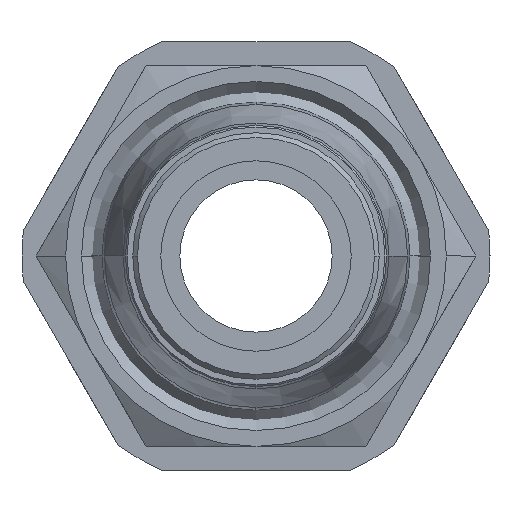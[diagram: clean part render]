
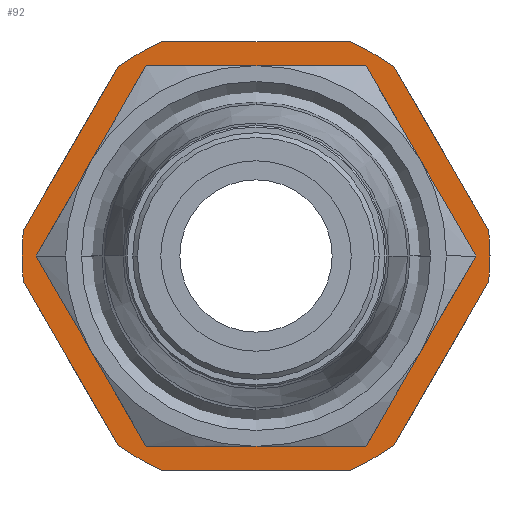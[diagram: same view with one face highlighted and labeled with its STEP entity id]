
A CAD part, left-side view. The second image highlights one B-rep face of the part: STEP entity #92.
In plain terms, the highlighted planar face has unit normal (-1, 0, 0).
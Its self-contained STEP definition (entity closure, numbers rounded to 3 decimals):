
#92=ADVANCED_FACE('',(#217,#218),#219,.T.);
#217=FACE_OUTER_BOUND('',#418,.T.);
#218=FACE_BOUND('',#419,.T.);
#219=PLANE('',#420);
#418=EDGE_LOOP('',(#764,#765,#766,#767,#768,#769,#770,#771,#772,#773,#774,#775,#776,#777));
#419=EDGE_LOOP('',(#778,#779));
#420=AXIS2_PLACEMENT_3D('',#780,#781,#782);
#764=ORIENTED_EDGE('',*,*,#1377,.T.);
#765=ORIENTED_EDGE('',*,*,#1378,.T.);
#766=ORIENTED_EDGE('',*,*,#1349,.T.);
#767=ORIENTED_EDGE('',*,*,#1379,.T.);
#768=ORIENTED_EDGE('',*,*,#1380,.T.);
#769=ORIENTED_EDGE('',*,*,#1381,.T.);
#770=ORIENTED_EDGE('',*,*,#1382,.T.);
#771=ORIENTED_EDGE('',*,*,#1383,.T.);
#772=ORIENTED_EDGE('',*,*,#1384,.T.);
#773=ORIENTED_EDGE('',*,*,#1385,.T.);
#774=ORIENTED_EDGE('',*,*,#1353,.T.);
#775=ORIENTED_EDGE('',*,*,#1386,.T.);
#776=ORIENTED_EDGE('',*,*,#1387,.T.);
#777=ORIENTED_EDGE('',*,*,#1388,.T.);
#778=ORIENTED_EDGE('',*,*,#1332,.F.);
#779=ORIENTED_EDGE('',*,*,#1389,.F.);
#780=CARTESIAN_POINT('',(27.0,-13.035,0.0));
#781=DIRECTION('',(-1.0,0.,-0.0));
#782=DIRECTION('',(0.,1.0,0.0));
#1332=EDGE_CURVE('',#1591,#1585,#1593,.T.);
#1349=EDGE_CURVE('',#1624,#1622,#1625,.T.);
#1353=EDGE_CURVE('',#1627,#1629,#1631,.T.);
#1377=EDGE_CURVE('',#1669,#1670,#1671,.T.);
#1378=EDGE_CURVE('',#1670,#1624,#1672,.T.);
#1379=EDGE_CURVE('',#1622,#1673,#1674,.T.);
#1380=EDGE_CURVE('',#1673,#1675,#1676,.T.);
#1381=EDGE_CURVE('',#1675,#1677,#1678,.T.);
#1382=EDGE_CURVE('',#1677,#1679,#1680,.T.);
#1383=EDGE_CURVE('',#1679,#1681,#1682,.T.);
#1384=EDGE_CURVE('',#1681,#1683,#1684,.T.);
#1385=EDGE_CURVE('',#1683,#1627,#1685,.T.);
#1386=EDGE_CURVE('',#1629,#1686,#1687,.T.);
#1387=EDGE_CURVE('',#1686,#1688,#1689,.T.);
#1388=EDGE_CURVE('',#1688,#1669,#1690,.T.);
#1389=EDGE_CURVE('',#1585,#1591,#1691,.T.);
#1585=VERTEX_POINT('',#1951);
#1591=VERTEX_POINT('',#1958);
#1593=CIRCLE('',#1961,11.0);
#1622=VERTEX_POINT('',#2018);
#1624=VERTEX_POINT('',#2021);
#1625=CIRCLE('',#2022,14.75);
#1627=VERTEX_POINT('',#2025);
#1629=VERTEX_POINT('',#2028);
#1631=CIRCLE('',#2031,14.75);
#1669=VERTEX_POINT('',#2077);
#1670=VERTEX_POINT('',#2078);
#1671=CIRCLE('',#2079,14.75);
#1672=LINE('',#2080,#2081);
#1673=VERTEX_POINT('',#2082);
#1674=CIRCLE('',#2083,14.75);
#1675=VERTEX_POINT('',#2084);
#1676=LINE('',#2085,#2086);
#1677=VERTEX_POINT('',#2087);
#1678=CIRCLE('',#2088,14.75);
#1679=VERTEX_POINT('',#2089);
#1680=LINE('',#2090,#2091);
#1681=VERTEX_POINT('',#2092);
#1682=CIRCLE('',#2093,14.75);
#1683=VERTEX_POINT('',#2094);
#1684=LINE('',#2095,#2096);
#1685=CIRCLE('',#2097,14.75);
#1686=VERTEX_POINT('',#2098);
#1687=LINE('',#2099,#2100);
#1688=VERTEX_POINT('',#2101);
#1689=CIRCLE('',#2102,14.75);
#1690=LINE('',#2103,#2104);
#1691=CIRCLE('',#2105,11.0);
#1951=CARTESIAN_POINT('',(27.0,0.,-11.0));
#1958=CARTESIAN_POINT('',(27.0,0.,11.0));
#1961=AXIS2_PLACEMENT_3D('',#2780,#2781,#2782);
#2018=CARTESIAN_POINT('',(27.0,-14.75,0.));
#2021=CARTESIAN_POINT('',(27.0,-14.663,-1.604));
#2022=AXIS2_PLACEMENT_3D('',#2811,#2812,#2813);
#2025=CARTESIAN_POINT('',(27.0,14.75,0.));
#2028=CARTESIAN_POINT('',(27.0,14.663,-1.604));
#2031=AXIS2_PLACEMENT_3D('',#2817,#2818,#2819);
#2077=CARTESIAN_POINT('',(27.0,-5.942,-13.5));
#2078=CARTESIAN_POINT('',(27.0,-8.72,-11.896));
#2079=AXIS2_PLACEMENT_3D('',#2873,#2874,#2875);
#2080=CARTESIAN_POINT('',(27.0,-13.321,-3.928));
#2081=VECTOR('',#2876,1.0);
#2082=CARTESIAN_POINT('',(27.0,-14.663,1.604));
#2083=AXIS2_PLACEMENT_3D('',#2877,#2878,#2879);
#2084=CARTESIAN_POINT('',(27.0,-8.72,11.896));
#2085=CARTESIAN_POINT('',(27.0,-13.321,3.928));
#2086=VECTOR('',#2880,1.0);
#2087=CARTESIAN_POINT('',(27.0,-5.942,13.5));
#2088=AXIS2_PLACEMENT_3D('',#2881,#2882,#2883);
#2089=CARTESIAN_POINT('',(27.0,5.942,13.5));
#2090=CARTESIAN_POINT('',(27.0,-6.518,13.5));
#2091=VECTOR('',#2884,1.0);
#2092=CARTESIAN_POINT('',(27.0,8.72,11.896));
#2093=AXIS2_PLACEMENT_3D('',#2885,#2886,#2887);
#2094=CARTESIAN_POINT('',(27.0,14.663,1.604));
#2095=CARTESIAN_POINT('',(27.0,10.062,9.572));
#2096=VECTOR('',#2888,1.0);
#2097=AXIS2_PLACEMENT_3D('',#2889,#2890,#2891);
#2098=CARTESIAN_POINT('',(27.0,8.72,-11.896));
#2099=CARTESIAN_POINT('',(27.0,10.062,-9.572));
#2100=VECTOR('',#2892,1.0);
#2101=CARTESIAN_POINT('',(27.0,5.942,-13.5));
#2102=AXIS2_PLACEMENT_3D('',#2893,#2894,#2895);
#2103=CARTESIAN_POINT('',(27.0,-6.518,-13.5));
#2104=VECTOR('',#2896,1.0);
#2105=AXIS2_PLACEMENT_3D('',#2897,#2898,#2899);
#2780=CARTESIAN_POINT('',(27.0,0.0,0.0));
#2781=DIRECTION('',(-1.0,0.,-0.0));
#2782=DIRECTION('',(0.0,0.0,-1.0));
#2811=CARTESIAN_POINT('',(27.0,0.0,0.0));
#2812=DIRECTION('',(-1.0,0.,0.0));
#2813=DIRECTION('',(0.,-1.0,0.0));
#2817=CARTESIAN_POINT('',(27.0,0.0,0.0));
#2818=DIRECTION('',(-1.0,0.,0.0));
#2819=DIRECTION('',(0.,-1.0,0.0));
#2873=CARTESIAN_POINT('',(27.0,0.0,0.0));
#2874=DIRECTION('',(-1.0,0.,0.0));
#2875=DIRECTION('',(0.,-1.0,0.0));
#2876=DIRECTION('',(0.,-0.5,0.866));
#2877=CARTESIAN_POINT('',(27.0,0.0,0.0));
#2878=DIRECTION('',(-1.0,0.,0.0));
#2879=DIRECTION('',(0.,-1.0,0.0));
#2880=DIRECTION('',(0.,0.5,0.866));
#2881=CARTESIAN_POINT('',(27.0,0.0,0.0));
#2882=DIRECTION('',(-1.0,0.,0.0));
#2883=DIRECTION('',(0.,-1.0,0.0));
#2884=DIRECTION('',(0.,1.0,0.));
#2885=CARTESIAN_POINT('',(27.0,0.0,0.0));
#2886=DIRECTION('',(-1.0,0.,0.0));
#2887=DIRECTION('',(0.,-1.0,0.0));
#2888=DIRECTION('',(0.,0.5,-0.866));
#2889=CARTESIAN_POINT('',(27.0,0.0,0.0));
#2890=DIRECTION('',(-1.0,0.,0.0));
#2891=DIRECTION('',(0.,-1.0,0.0));
#2892=DIRECTION('',(0.,-0.5,-0.866));
#2893=CARTESIAN_POINT('',(27.0,0.0,0.0));
#2894=DIRECTION('',(-1.0,0.,0.0));
#2895=DIRECTION('',(0.,-1.0,0.0));
#2896=DIRECTION('',(0.,-1.0,0.0));
#2897=CARTESIAN_POINT('',(27.0,0.0,0.0));
#2898=DIRECTION('',(-1.0,0.,-0.0));
#2899=DIRECTION('',(0.0,0.0,-1.0));
